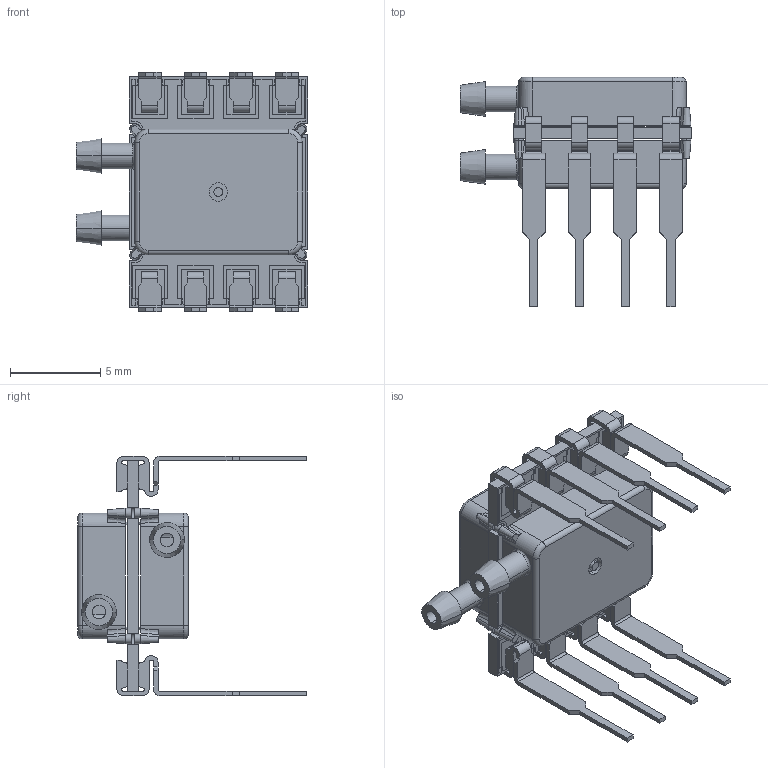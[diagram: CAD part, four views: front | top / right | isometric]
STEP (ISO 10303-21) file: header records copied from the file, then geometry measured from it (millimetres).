
FILE_DESCRIPTION (( 'STEP AP203' ), '1' );
FILE_NAME ('HRRD.STEP', '2020-01-31T18:34:06', ( '' ), ( '' ), 'SwSTEP 2.0', 'SolidWorks 2010', '' );
FILE_SCHEMA (( 'CONFIG_CONTROL_DESIGN' ));
Length unit declared in the file: inch
Products named in the file (4): HRRD; AS01-06-023_DIP for ELV; ceramic-DIP; AS01-01-046 Rev B
Assembly tree (11 placements, depth 2):
  HRRD
    AS01-06-023_DIP for ELV  x8
    AS01-01-046 Rev B  x2
    ceramic-DIP
Bounding box: 12.83 x 12.71 x 13.3 mm (x, y, z)
Volume: 329.3 mm3; surface area: 1557 mm2
Topology: 14 solids, 15 shells, 926 faces, 2518 edges, 1654 vertices
Faces by surface type: plane 602, cylinder 236, torus 34, cone 32, bspline 22
Entity records: 16129 total; most frequent: CARTESIAN_POINT 3130, ORIENTED_EDGE 2608, DIRECTION 2528, EDGE_CURVE 1304, VECTOR 980, LINE 980, VERTEX_POINT 857, AXIS2_PLACEMENT_3D 774
